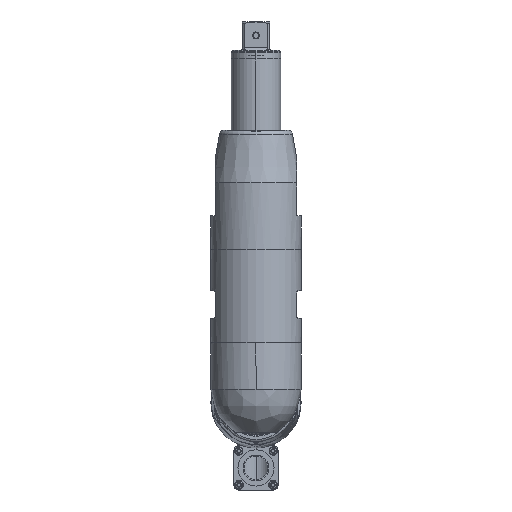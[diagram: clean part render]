
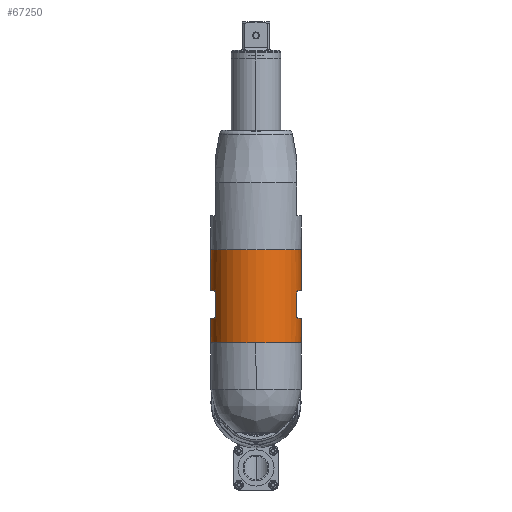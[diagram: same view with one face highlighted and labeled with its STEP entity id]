
A CAD part, left-side view. The second image highlights one B-rep face of the part: STEP entity #67250.
In plain terms, the highlighted cylindrical face has radius 31.686 mm (diameter 63.373 mm), a partial arc.
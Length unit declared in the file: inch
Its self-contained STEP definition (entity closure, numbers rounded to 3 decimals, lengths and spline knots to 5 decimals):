
#66913=CARTESIAN_POINT('',(-18.47695,0.005,4.2375));
#66914=DIRECTION('',(0.,0.,1.));
#66915=DIRECTION('',(0.,1.,0.));
#66916=AXIS2_PLACEMENT_3D('',#66913,#66914,#66915);
#66918=CARTESIAN_POINT('',(-18.47695,0.005,1.6575));
#66919=DIRECTION('',(0.,0.,-1.));
#66920=DIRECTION('',(0.,-1.,0.));
#66921=AXIS2_PLACEMENT_3D('',#66918,#66919,#66920);
#66945=DIRECTION('',(0.,0.,-1.));
#66946=VECTOR('',#66945,0.69);
#66947=CARTESIAN_POINT('',(-19.02124,1.1275,3.0655));
#66948=LINE('',#66947,#66946);
#66949=CARTESIAN_POINT('',(-19.02124,1.1275,2.3755));
#66950=CARTESIAN_POINT('',(-19.02124,1.1275,2.37359));
#66951=CARTESIAN_POINT('',(-19.0205,1.12786,
2.36986));
#66952=CARTESIAN_POINT('',(-19.01731,1.1294,
2.36458));
#66953=CARTESIAN_POINT('',(-19.01272,1.1316,
2.36011));
#66954=CARTESIAN_POINT('',(-19.00677,1.13441,
2.35616));
#66955=CARTESIAN_POINT('',(-19.0001,1.13752,
2.35299));
#66956=CARTESIAN_POINT('',(-18.99273,1.14089,
2.3504));
#66957=CARTESIAN_POINT('',(-18.98456,1.14457,
2.34832));
#66958=CARTESIAN_POINT('',(-18.97552,1.14856,
2.34675));
#66959=CARTESIAN_POINT('',(-18.96553,1.15286,
2.34575));
#66960=CARTESIAN_POINT('',(-18.95824,1.15593,2.3455));
#66961=CARTESIAN_POINT('',(-18.95444,1.1575,2.3455));
#66981=CARTESIAN_POINT('',(-18.47695,0.005,2.3455));
#66982=DIRECTION('',(0.,0.,-1.));
#66983=DIRECTION('',(-0.383,0.924,0.));
#66984=AXIS2_PLACEMENT_3D('',#66981,#66982,#66983);
#66991=DIRECTION('',(0.,0.,1.));
#66992=VECTOR('',#66991,0.688);
#66993=CARTESIAN_POINT('',(-18.47695,1.2525,1.6575));
#66994=LINE('',#66993,#66992);
#67000=DIRECTION('',(0.,0.,1.));
#67001=VECTOR('',#67000,0.688);
#67002=CARTESIAN_POINT('',(-18.47695,-1.2425,1.6575));
#67003=LINE('',#67002,#67001);
#67004=DIRECTION('',(0.,0.,1.));
#67005=VECTOR('',#67004,1.142);
#67006=CARTESIAN_POINT('',(-18.47695,-1.2425,3.0955));
#67007=LINE('',#67006,#67005);
#67013=DIRECTION('',(0.,0.,1.));
#67014=VECTOR('',#67013,1.142);
#67015=CARTESIAN_POINT('',(-18.47695,1.2525,3.0955));
#67016=LINE('',#67015,#67014);
#67026=CARTESIAN_POINT('',(-18.47695,0.005,3.0955));
#67027=DIRECTION('',(0.,0.,-1.));
#67028=DIRECTION('',(-0.383,0.924,0.));
#67029=AXIS2_PLACEMENT_3D('',#67026,#67027,#67028);
#67031=CARTESIAN_POINT('',(-18.95444,1.1575,3.0955));
#67032=CARTESIAN_POINT('',(-18.95824,1.15593,3.0955));
#67033=CARTESIAN_POINT('',(-18.96553,1.15286,
3.09525));
#67034=CARTESIAN_POINT('',(-18.9755,1.14856,
3.09425));
#67035=CARTESIAN_POINT('',(-18.98454,1.14458,
3.09268));
#67036=CARTESIAN_POINT('',(-18.99272,1.1409,
3.09061));
#67037=CARTESIAN_POINT('',(-19.00011,1.13751,
3.08801));
#67038=CARTESIAN_POINT('',(-19.00681,1.13439,
3.08482));
#67039=CARTESIAN_POINT('',(-19.01272,1.1316,
3.08089));
#67040=CARTESIAN_POINT('',(-19.01728,1.12942,
3.07647));
#67041=CARTESIAN_POINT('',(-19.02051,1.12786,
3.07114));
#67042=CARTESIAN_POINT('',(-19.02124,1.1275,3.06741));
#67043=CARTESIAN_POINT('',(-19.02124,1.1275,3.0655));
#67068=CARTESIAN_POINT('',(-18.47695,0.005,2.3455));
#67069=DIRECTION('',(0.,0.,-1.));
#67070=DIRECTION('',(0.,-1.,0.));
#67071=AXIS2_PLACEMENT_3D('',#67068,#67069,#67070);
#67073=CARTESIAN_POINT('',(-18.95444,-1.1475,2.3455));
#67074=CARTESIAN_POINT('',(-18.95824,-1.14593,2.3455));
#67075=CARTESIAN_POINT('',(-18.96553,-1.14286,
2.34575));
#67076=CARTESIAN_POINT('',(-18.9755,-1.13856,
2.34675));
#67077=CARTESIAN_POINT('',(-18.98454,-1.13458,
2.34832));
#67078=CARTESIAN_POINT('',(-18.99272,-1.1309,
2.35039));
#67079=CARTESIAN_POINT('',(-19.00011,-1.12751,
2.35299));
#67080=CARTESIAN_POINT('',(-19.00681,-1.12439,
2.35618));
#67081=CARTESIAN_POINT('',(-19.01272,-1.1216,
2.36011));
#67082=CARTESIAN_POINT('',(-19.01728,-1.11942,
2.36453));
#67083=CARTESIAN_POINT('',(-19.02051,-1.11786,
2.36986));
#67084=CARTESIAN_POINT('',(-19.02124,-1.1175,2.37359));
#67085=CARTESIAN_POINT('',(-19.02124,-1.1175,2.3755));
#67113=DIRECTION('',(0.,0.,-1.));
#67114=VECTOR('',#67113,0.69);
#67115=CARTESIAN_POINT('',(-19.02124,-1.1175,3.0655));
#67116=LINE('',#67115,#67114);
#67117=CARTESIAN_POINT('',(-19.02124,-1.1175,3.0655));
#67118=CARTESIAN_POINT('',(-19.02124,-1.1175,3.06741));
#67119=CARTESIAN_POINT('',(-19.0205,-1.11786,
3.07114));
#67120=CARTESIAN_POINT('',(-19.01731,-1.1194,
3.07642));
#67121=CARTESIAN_POINT('',(-19.01272,-1.1216,
3.08089));
#67122=CARTESIAN_POINT('',(-19.00677,-1.12441,
3.08484));
#67123=CARTESIAN_POINT('',(-19.0001,-1.12752,
3.08801));
#67124=CARTESIAN_POINT('',(-18.99273,-1.13089,
3.0906));
#67125=CARTESIAN_POINT('',(-18.98456,-1.13457,
3.09268));
#67126=CARTESIAN_POINT('',(-18.97552,-1.13856,
3.09425));
#67127=CARTESIAN_POINT('',(-18.96553,-1.14286,
3.09525));
#67128=CARTESIAN_POINT('',(-18.95824,-1.14593,3.0955));
#67129=CARTESIAN_POINT('',(-18.95444,-1.1475,3.0955));
#67149=CARTESIAN_POINT('',(-18.47695,0.005,3.0955));
#67150=DIRECTION('',(0.,0.,-1.));
#67151=DIRECTION('',(0.,-1.,0.));
#67152=AXIS2_PLACEMENT_3D('',#67149,#67150,#67151);
#67159=CARTESIAN_POINT('',(-18.47695,-1.2425,1.6575));
#67160=CARTESIAN_POINT('',(-18.47695,1.2525,1.6575));
#67161=VERTEX_POINT('',#67159);
#67162=VERTEX_POINT('',#67160);
#67163=CARTESIAN_POINT('',(-18.47695,-1.2425,2.3455));
#67164=VERTEX_POINT('',#67163);
#67165=CARTESIAN_POINT('',(-18.47695,1.2525,2.3455));
#67166=VERTEX_POINT('',#67165);
#67171=CARTESIAN_POINT('',(-18.47695,-1.2425,3.0955));
#67172=CARTESIAN_POINT('',(-18.47695,-1.2425,4.2375));
#67173=VERTEX_POINT('',#67171);
#67174=VERTEX_POINT('',#67172);
#67175=CARTESIAN_POINT('',(-18.47695,1.2525,3.0955));
#67176=CARTESIAN_POINT('',(-18.47695,1.2525,4.2375));
#67177=VERTEX_POINT('',#67175);
#67178=VERTEX_POINT('',#67176);
#67179=CARTESIAN_POINT('',(-19.02124,1.1275,2.3755));
#67181=VERTEX_POINT('',#67179);
#67183=CARTESIAN_POINT('',(-18.95444,1.1575,2.3455));
#67185=VERTEX_POINT('',#67183);
#67187=CARTESIAN_POINT('',(-18.95444,1.1575,3.0955));
#67189=VERTEX_POINT('',#67187);
#67191=CARTESIAN_POINT('',(-19.02124,1.1275,3.0655));
#67193=VERTEX_POINT('',#67191);
#67195=CARTESIAN_POINT('',(-19.02124,-1.1175,3.0655));
#67197=VERTEX_POINT('',#67195);
#67199=CARTESIAN_POINT('',(-18.95444,-1.1475,3.0955));
#67201=VERTEX_POINT('',#67199);
#67203=CARTESIAN_POINT('',(-18.95444,-1.1475,2.3455));
#67205=VERTEX_POINT('',#67203);
#67207=CARTESIAN_POINT('',(-19.02124,-1.1175,2.3755));
#67209=VERTEX_POINT('',#67207);
#67211=CARTESIAN_POINT('',(-18.47695,0.005,4.3946));
#67212=DIRECTION('',(0.,0.,-1.));
#67213=DIRECTION('',(0.,1.,0.));
#67214=AXIS2_PLACEMENT_3D('',#67211,#67212,#67213);
#67215=CYLINDRICAL_SURFACE('',#67214,1.2475);
#67217=ORIENTED_EDGE('',*,*,#67216,.F.);
#67219=ORIENTED_EDGE('',*,*,#67218,.F.);
#67221=ORIENTED_EDGE('',*,*,#67220,.T.);
#67223=ORIENTED_EDGE('',*,*,#67222,.T.);
#67225=ORIENTED_EDGE('',*,*,#67224,.T.);
#67227=ORIENTED_EDGE('',*,*,#67226,.F.);
#67229=ORIENTED_EDGE('',*,*,#67228,.T.);
#67231=ORIENTED_EDGE('',*,*,#67230,.F.);
#67233=ORIENTED_EDGE('',*,*,#67232,.T.);
#67235=ORIENTED_EDGE('',*,*,#67234,.F.);
#67237=ORIENTED_EDGE('',*,*,#67236,.F.);
#67239=ORIENTED_EDGE('',*,*,#67238,.F.);
#67241=ORIENTED_EDGE('',*,*,#67240,.T.);
#67243=ORIENTED_EDGE('',*,*,#67242,.T.);
#67245=ORIENTED_EDGE('',*,*,#67244,.F.);
#67247=ORIENTED_EDGE('',*,*,#67246,.F.);
#67248=EDGE_LOOP('',(#67217,#67219,#67221,#67223,#67225,#67227,#67229,#67231,
#67233,#67235,#67237,#67239,#67241,#67243,#67245,#67247));
#67249=FACE_OUTER_BOUND('',#67248,.F.);
#67250=ADVANCED_FACE('',(#67249),#67215,.T.);
#66917=CIRCLE('',#66916,1.2475);
#66922=CIRCLE('',#66921,1.2475);
#66962=B_SPLINE_CURVE_WITH_KNOTS('',3,(#66949,#66950,#66951,#66952,#66953,
#66954,#66955,#66956,#66957,#66958,#66959,#66960,#66961),.UNSPECIFIED.,.F.,.F.,(
4,1,1,1,1,1,1,1,1,1,4),(0.,0.1,0.2,0.3,0.4,0.5,0.6,0.7,0.8,
0.9,1.),.UNSPECIFIED.);
#66985=CIRCLE('',#66984,1.2475);
#67030=CIRCLE('',#67029,1.2475);
#67044=B_SPLINE_CURVE_WITH_KNOTS('',3,(#67031,#67032,#67033,#67034,#67035,
#67036,#67037,#67038,#67039,#67040,#67041,#67042,#67043),.UNSPECIFIED.,.F.,.F.,(
4,1,1,1,1,1,1,1,1,1,4),(0.,0.1,0.2,0.3,0.4,0.5,0.6,0.7,0.8,
0.9,1.),.UNSPECIFIED.);
#67072=CIRCLE('',#67071,1.2475);
#67086=B_SPLINE_CURVE_WITH_KNOTS('',3,(#67073,#67074,#67075,#67076,#67077,
#67078,#67079,#67080,#67081,#67082,#67083,#67084,#67085),.UNSPECIFIED.,.F.,.F.,(
4,1,1,1,1,1,1,1,1,1,4),(0.,0.1,0.2,0.3,0.4,0.5,0.6,0.7,0.8,
0.9,1.),.UNSPECIFIED.);
#67130=B_SPLINE_CURVE_WITH_KNOTS('',3,(#67117,#67118,#67119,#67120,#67121,
#67122,#67123,#67124,#67125,#67126,#67127,#67128,#67129),.UNSPECIFIED.,.F.,.F.,(
4,1,1,1,1,1,1,1,1,1,4),(0.,0.1,0.2,0.3,0.4,0.5,0.6,0.7,0.8,
0.9,1.),.UNSPECIFIED.);
#67153=CIRCLE('',#67152,1.2475);
#67216=EDGE_CURVE('',#67193,#67181,#66948,.T.);
#67218=EDGE_CURVE('',#67189,#67193,#67044,.T.);
#67220=EDGE_CURVE('',#67189,#67177,#67030,.T.);
#67222=EDGE_CURVE('',#67177,#67178,#67016,.T.);
#67224=EDGE_CURVE('',#67178,#67174,#66917,.T.);
#67226=EDGE_CURVE('',#67173,#67174,#67007,.T.);
#67228=EDGE_CURVE('',#67173,#67201,#67153,.T.);
#67230=EDGE_CURVE('',#67197,#67201,#67130,.T.);
#67232=EDGE_CURVE('',#67197,#67209,#67116,.T.);
#67234=EDGE_CURVE('',#67205,#67209,#67086,.T.);
#67236=EDGE_CURVE('',#67164,#67205,#67072,.T.);
#67238=EDGE_CURVE('',#67161,#67164,#67003,.T.);
#67240=EDGE_CURVE('',#67161,#67162,#66922,.T.);
#67242=EDGE_CURVE('',#67162,#67166,#66994,.T.);
#67244=EDGE_CURVE('',#67185,#67166,#66985,.T.);
#67246=EDGE_CURVE('',#67181,#67185,#66962,.T.);
